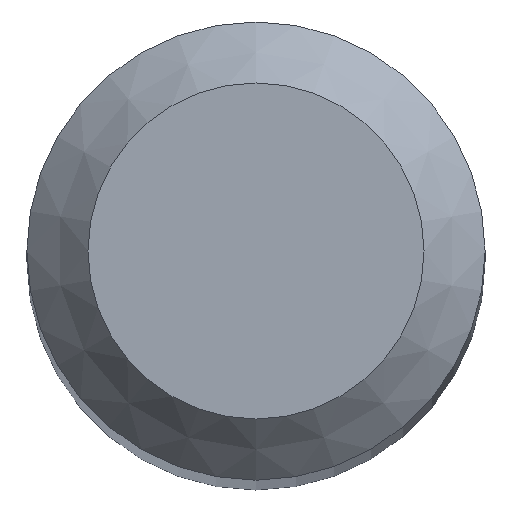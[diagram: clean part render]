
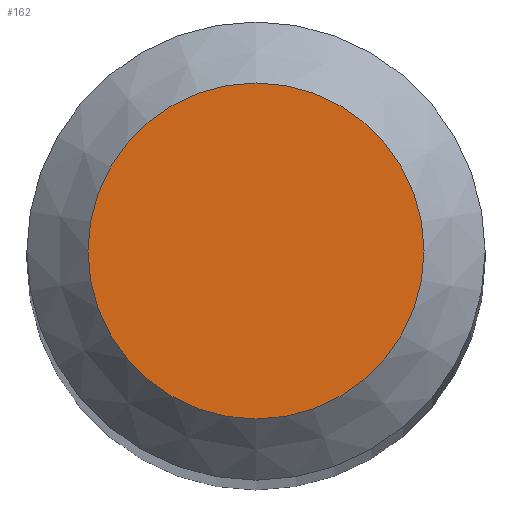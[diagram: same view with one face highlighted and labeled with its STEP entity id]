
A CAD part, top view. The second image highlights one B-rep face of the part: STEP entity #162.
In plain terms, the highlighted planar face has unit normal (0, 0, 1).
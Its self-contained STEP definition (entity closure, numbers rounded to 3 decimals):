
#4 = DIRECTION ( 'NONE',  ( 0., 0., -1. ) ) ;
#8 = ORIENTED_EDGE ( 'NONE', *, *, #187, .F. ) ;
#17 = DIRECTION ( 'NONE',  ( 0., 0., -1. ) ) ;
#20 = AXIS2_PLACEMENT_3D ( 'NONE', #63, #17, #81 ) ;
#46 = EDGE_LOOP ( 'NONE', ( #8 ) ) ;
#63 = CARTESIAN_POINT ( 'NONE',  ( 0., 0., 38. ) ) ;
#65 = DIRECTION ( 'NONE',  ( 0., 1., 0. ) ) ;
#75 = CIRCLE ( 'NONE', #188, 1.1 ) ;
#78 = CARTESIAN_POINT ( 'NONE',  ( 0., 1.1, 38. ) ) ;
#81 = DIRECTION ( 'NONE',  ( 0., 1., 0. ) ) ;
#141 = CARTESIAN_POINT ( 'NONE',  ( 0., 0., 38. ) ) ;
#158 = FACE_OUTER_BOUND ( 'NONE', #46, .T. ) ;
#159 = PLANE ( 'NONE',  #20 ) ;
#160 = VERTEX_POINT ( 'NONE', #78 ) ;
#162 = ADVANCED_FACE ( 'NONE', ( #158 ), #159, .F. ) ;
#187 = EDGE_CURVE ( 'NONE', #160, #160, #75, .T. ) ;
#188 = AXIS2_PLACEMENT_3D ( 'NONE', #141, #4, #65 ) ;
